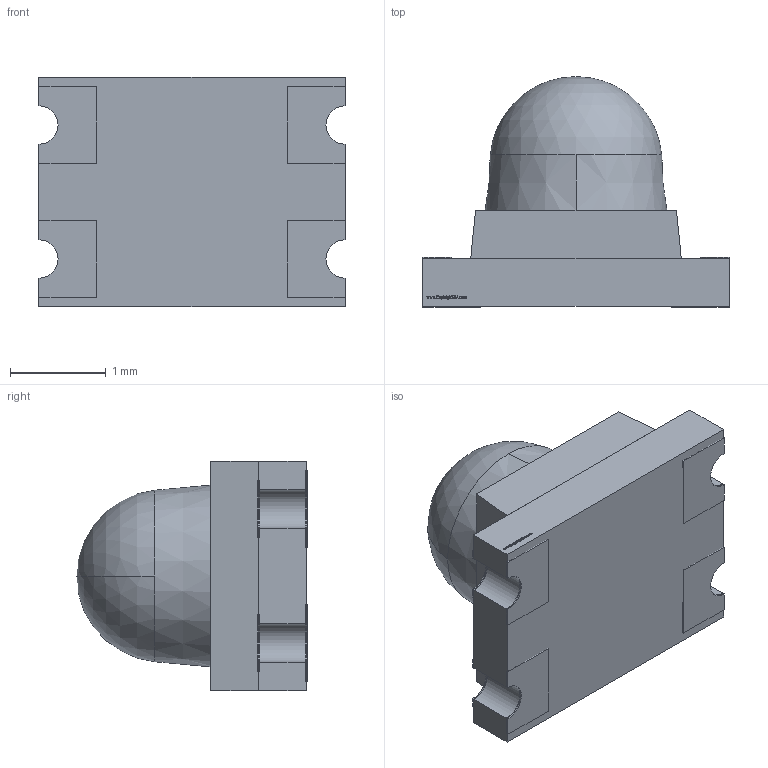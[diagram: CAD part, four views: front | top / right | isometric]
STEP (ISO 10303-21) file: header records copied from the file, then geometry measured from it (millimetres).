
FILE_DESCRIPTION (( 'STEP AP214' ), '1' );
FILE_NAME ('APBD3224LSURKCGKC.STEP', '2023-02-22T13:27:51', ( '' ), ( '' ), 'SwSTEP 2.0', 'SolidWorks 2022', '' );
FILE_SCHEMA (( 'AUTOMOTIVE_DESIGN' ));
Length unit declared in the file: millimetre
Products named in the file (1): APBD3224LSURKCGKC
Bounding box: 3.2 x 2.41 x 2.4 mm (x, y, z)
Volume: 9.2 mm3; surface area: 45.6 mm2
Topology: 11 solids, 11 shells, 369 faces, 957 edges, 637 vertices
Faces by surface type: plane 231, bspline 116, cylinder 18, cone 2, sphere 2
Entity records: 16960 total; most frequent: CARTESIAN_POINT 8348, ORIENTED_EDGE 1908, DIRECTION 1273, EDGE_CURVE 954, VECTOR 679, LINE 679, VERTEX_POINT 636, EDGE_LOOP 398
